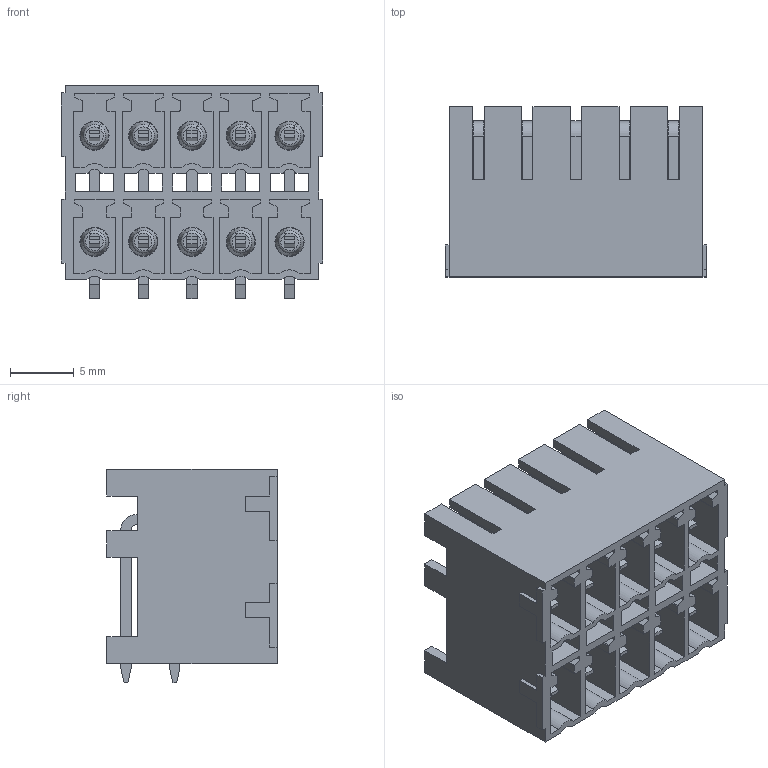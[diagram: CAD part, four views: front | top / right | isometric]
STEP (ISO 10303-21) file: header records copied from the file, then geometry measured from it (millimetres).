
FILE_DESCRIPTION(('CATIA V5 STEP Exchange','CAx-IF Rec.Pracs.--- Model Styling and Organization---1.2---2011-12-15'),'2;1');
FILE_NAME ('D1447475_0_1039300000_1039300000.stp','2018-10-10T02:41:30+00:00',('none'),('Weidmueller'),'CATIA Version 5-6 Release 2014','CATIA V5 STEP AP214','none');
FILE_SCHEMA(('AUTOMOTIVE_DESIGN { 1 0 10303 214 1 1 1 1 }'));
Length unit declared in the file: millimetre
Products named in the file (1): 1039300000
Bounding box: 20.44 x 13.3 x 16.7 mm (x, y, z)
Volume: 1519.3 mm3; surface area: 4657 mm2
Topology: 11 solids, 11 shells, 721 faces, 2012 edges, 1328 vertices
Faces by surface type: plane 586, cylinder 75, torus 40, cone 20
Entity records: 20495 total; most frequent: ORIENTED_EDGE 4024, CARTESIAN_POINT 3698, DIRECTION 2551, EDGE_CURVE 2012, VECTOR 1742, LINE 1742, VERTEX_POINT 1328, EDGE_LOOP 766
